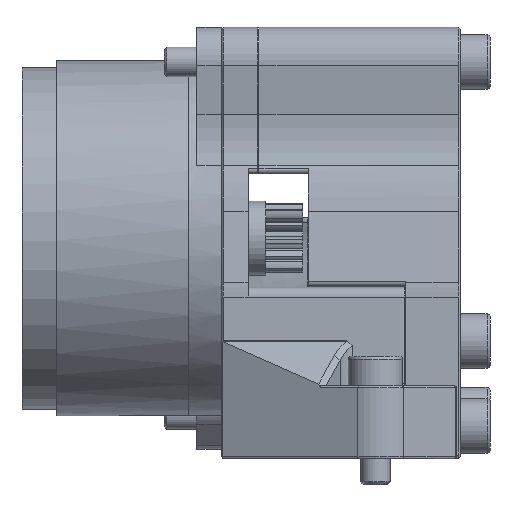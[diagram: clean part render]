
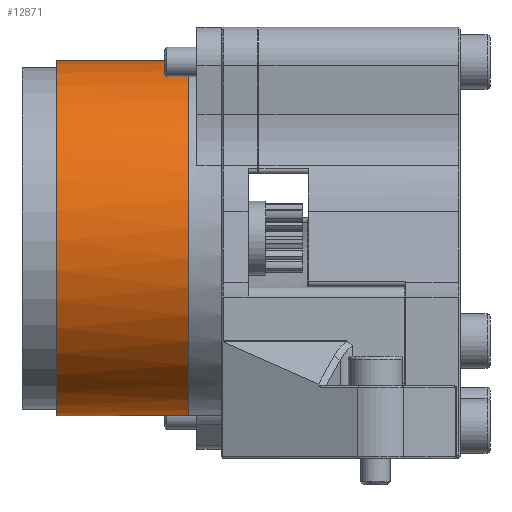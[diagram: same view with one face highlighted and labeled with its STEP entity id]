
A CAD part, left-side view. The second image highlights one B-rep face of the part: STEP entity #12871.
In plain terms, the highlighted cylindrical face has radius 18 mm (diameter 36 mm), a full revolution.
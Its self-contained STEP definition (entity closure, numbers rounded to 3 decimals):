
#547=B_SPLINE_CURVE_WITH_KNOTS('',3,(#22222,#22223,#22224,#22225,#22226,
#22227,#22228,#22229,#22230,#22231,#22232),.UNSPECIFIED.,.T.,.F.,(1,1,1,
1,1,1,1,1,1,1,1,1,1,1,1),(0.,0.001,0.001,
0.002,0.002,0.002,0.003,
0.003,0.004,0.004,0.004,
0.005,0.005,0.005,0.006),
 .UNSPECIFIED.);
#548=B_SPLINE_CURVE_WITH_KNOTS('',3,(#22238,#22239,#22240,#22241,#22242,
#22243,#22244,#22245,#22246,#22247,#22248),.UNSPECIFIED.,.T.,.F.,(1,1,1,
1,1,1,1,1,1,1,1,1,1,1,1),(0.,0.001,0.001,
0.002,0.002,0.002,0.003,
0.003,0.004,0.004,0.004,
0.005,0.005,0.006,0.006),
 .UNSPECIFIED.);
#549=B_SPLINE_CURVE_WITH_KNOTS('',3,(#22254,#22255,#22256,#22257,#22258,
#22259,#22260,#22261,#22262,#22263,#22264),.UNSPECIFIED.,.T.,.F.,(1,1,1,
1,1,1,1,1,1,1,1,1,1,1,1),(-0.001,-0.001,0.,
0.,0.,0.001,0.001,0.002,
0.002,0.002,0.003,0.003,
0.004,0.004,0.004),
 .UNSPECIFIED.);
#550=B_SPLINE_CURVE_WITH_KNOTS('',3,(#22270,#22271,#22272,#22273,#22274,
#22275,#22276,#22277,#22278,#22279,#22280),.UNSPECIFIED.,.T.,.F.,(1,1,1,
1,1,1,1,1,1,1,1,1,1,1,1),(-0.001,-0.001,0.,
0.,0.,0.001,0.001,0.002,
0.002,0.002,0.003,0.003,
0.004,0.004,0.004),
 .UNSPECIFIED.);
#1198=LINE('',#22322,#2094);
#1202=LINE('',#22332,#2098);
#2094=VECTOR('',#17669,1000.);
#2098=VECTOR('',#17679,1000.);
#4826=ORIENTED_EDGE('',*,*,#7421,.T.);
#4827=ORIENTED_EDGE('',*,*,#7428,.F.);
#4828=ORIENTED_EDGE('',*,*,#7426,.T.);
#4829=ORIENTED_EDGE('',*,*,#7424,.F.);
#4830=ORIENTED_EDGE('',*,*,#7400,.F.);
#4831=ORIENTED_EDGE('',*,*,#7402,.F.);
#4832=ORIENTED_EDGE('',*,*,#7404,.F.);
#4833=ORIENTED_EDGE('',*,*,#7406,.F.);
#4834=ORIENTED_EDGE('',*,*,#7429,.F.);
#7400=EDGE_CURVE('',#8863,#8863,#547,.T.);
#7402=EDGE_CURVE('',#8865,#8865,#548,.T.);
#7404=EDGE_CURVE('',#8867,#8867,#549,.T.);
#7406=EDGE_CURVE('',#8869,#8869,#550,.T.);
#7421=EDGE_CURVE('',#8884,#8885,#1198,.T.);
#7424=EDGE_CURVE('',#8884,#8886,#9798,.T.);
#7426=EDGE_CURVE('',#8887,#8886,#1202,.T.);
#7428=EDGE_CURVE('',#8887,#8885,#9799,.T.);
#7429=EDGE_CURVE('',#8888,#8888,#9800,.T.);
#8863=VERTEX_POINT('',#22233);
#8865=VERTEX_POINT('',#22249);
#8867=VERTEX_POINT('',#22265);
#8869=VERTEX_POINT('',#22281);
#8884=VERTEX_POINT('',#22323);
#8885=VERTEX_POINT('',#22324);
#8886=VERTEX_POINT('',#22329);
#8887=VERTEX_POINT('',#22333);
#8888=VERTEX_POINT('',#22339);
#9798=CIRCLE('',#14604,18.);
#9799=CIRCLE('',#14607,18.);
#9800=CIRCLE('',#14609,18.);
#10737=EDGE_LOOP('',(#4826,#4827,#4828,#4829));
#10738=EDGE_LOOP('',(#4830));
#10739=EDGE_LOOP('',(#4831));
#10740=EDGE_LOOP('',(#4832));
#10741=EDGE_LOOP('',(#4833));
#10742=EDGE_LOOP('',(#4834));
#11715=FACE_BOUND('',#10737,.T.);
#11716=FACE_BOUND('',#10738,.T.);
#11717=FACE_BOUND('',#10739,.T.);
#11718=FACE_BOUND('',#10740,.T.);
#11719=FACE_BOUND('',#10741,.T.);
#11720=FACE_BOUND('',#10742,.T.);
#12258=CYLINDRICAL_SURFACE('',#14608,18.);
#12871=ADVANCED_FACE('',(#11715,#11716,#11717,#11718,#11719,#11720),#12258,
 .T.);
#14604=AXIS2_PLACEMENT_3D('',#22328,#17674,#17675);
#14607=AXIS2_PLACEMENT_3D('',#22336,#17683,#17684);
#14608=AXIS2_PLACEMENT_3D('',#22337,#17685,#17686);
#14609=AXIS2_PLACEMENT_3D('',#22338,#17687,#17688);
#17669=DIRECTION('',(0.,1.,0.));
#17674=DIRECTION('',(0.,-1.,0.));
#17675=DIRECTION('',(0.554,0.,-0.833));
#17679=DIRECTION('',(0.,-1.,0.));
#17683=DIRECTION('',(0.,-1.,0.));
#17684=DIRECTION('',(0.998,0.,-0.063));
#17685=DIRECTION('',(0.,-1.,0.));
#17686=DIRECTION('',(-0.5,0.,-0.866));
#17687=DIRECTION('',(0.,1.,0.));
#17688=DIRECTION('',(0.866,0.,-0.5));
#22222=CARTESIAN_POINT('',(12.222,-33.652,17.972));
#22223=CARTESIAN_POINT('',(12.315,-34.045,18.108));
#22224=CARTESIAN_POINT('',(12.222,-34.438,17.972));
#22225=CARTESIAN_POINT('',(11.993,-34.599,17.653));
#22226=CARTESIAN_POINT('',(11.756,-34.438,17.339));
#22227=CARTESIAN_POINT('',(11.653,-34.045,17.209));
#22228=CARTESIAN_POINT('',(11.756,-33.652,17.339));
#22229=CARTESIAN_POINT('',(11.993,-33.491,17.652));
#22230=CARTESIAN_POINT('',(12.222,-33.652,17.972));
#22231=CARTESIAN_POINT('',(12.315,-34.045,18.108));
#22232=CARTESIAN_POINT('',(12.222,-34.438,17.972));
#22233=CARTESIAN_POINT('',(12.284,-34.045,18.063));
#22238=CARTESIAN_POINT('',(11.299,-33.649,16.771));
#22239=CARTESIAN_POINT('',(11.406,-34.045,16.902));
#22240=CARTESIAN_POINT('',(11.299,-34.44,16.771));
#22241=CARTESIAN_POINT('',(11.042,-34.598,16.469));
#22242=CARTESIAN_POINT('',(10.777,-34.44,16.175));
#22243=CARTESIAN_POINT('',(10.66,-34.045,16.05));
#22244=CARTESIAN_POINT('',(10.777,-33.651,16.175));
#22245=CARTESIAN_POINT('',(11.041,-33.492,16.469));
#22246=CARTESIAN_POINT('',(11.299,-33.649,16.771));
#22247=CARTESIAN_POINT('',(11.406,-34.045,16.902));
#22248=CARTESIAN_POINT('',(11.299,-34.44,16.771));
#22249=CARTESIAN_POINT('',(11.37,-34.045,16.858));
#22254=CARTESIAN_POINT('',(14.41,-34.441,22.16));
#22255=CARTESIAN_POINT('',(14.351,-34.045,22.002));
#22256=CARTESIAN_POINT('',(14.41,-33.65,22.16));
#22257=CARTESIAN_POINT('',(14.543,-33.492,22.533));
#22258=CARTESIAN_POINT('',(14.665,-33.65,22.91));
#22259=CARTESIAN_POINT('',(14.715,-34.045,23.074));
#22260=CARTESIAN_POINT('',(14.665,-34.439,22.91));
#22261=CARTESIAN_POINT('',(14.543,-34.598,22.534));
#22262=CARTESIAN_POINT('',(14.41,-34.441,22.16));
#22263=CARTESIAN_POINT('',(14.351,-34.045,22.002));
#22264=CARTESIAN_POINT('',(14.41,-33.65,22.16));
#22265=CARTESIAN_POINT('',(14.37,-34.045,22.054));
#22270=CARTESIAN_POINT('',(13.831,-34.438,20.76));
#22271=CARTESIAN_POINT('',(13.761,-34.045,20.611));
#22272=CARTESIAN_POINT('',(13.831,-33.652,20.76));
#22273=CARTESIAN_POINT('',(13.994,-33.491,21.118));
#22274=CARTESIAN_POINT('',(14.146,-33.652,21.48));
#22275=CARTESIAN_POINT('',(14.208,-34.045,21.634));
#22276=CARTESIAN_POINT('',(14.146,-34.438,21.48));
#22277=CARTESIAN_POINT('',(13.994,-34.599,21.118));
#22278=CARTESIAN_POINT('',(13.831,-34.438,20.76));
#22279=CARTESIAN_POINT('',(13.761,-34.045,20.611));
#22280=CARTESIAN_POINT('',(13.831,-33.652,20.76));
#22281=CARTESIAN_POINT('',(13.784,-34.045,20.661));
#22322=CARTESIAN_POINT('',(7.464,-35.8,13.34));
#22323=CARTESIAN_POINT('',(7.464,-35.8,13.34));
#22324=CARTESIAN_POINT('',(7.464,-32.29,13.34));
#22328=CARTESIAN_POINT('',(-2.5,-35.8,28.33));
#22329=CARTESIAN_POINT('',(15.464,-35.8,27.196));
#22332=CARTESIAN_POINT('',(15.464,-32.29,27.196));
#22333=CARTESIAN_POINT('',(15.464,-32.29,27.196));
#22336=CARTESIAN_POINT('',(-2.5,-32.29,28.33));
#22337=CARTESIAN_POINT('',(-2.5,-15.6,28.33));
#22338=CARTESIAN_POINT('',(-2.5,-18.92,28.33));
#22339=CARTESIAN_POINT('',(13.088,-18.92,19.33));
